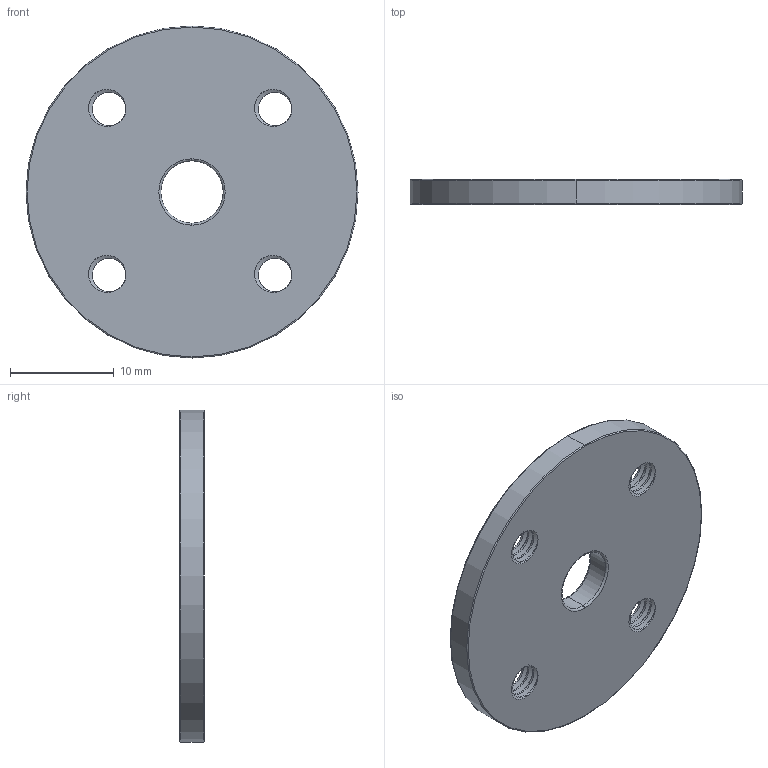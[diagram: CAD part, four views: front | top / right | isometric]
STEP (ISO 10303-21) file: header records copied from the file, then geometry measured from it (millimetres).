
FILE_DESCRIPTION (( 'STEP AP214' ), '1' );
FILE_NAME ('08-0014.step', '2020-04-06T07:09:41', ( '' ), ( '' ), 'SwSTEP 2.0', 'SolidWorks 2020', '' );
FILE_SCHEMA (( 'AUTOMOTIVE_DESIGN' ));
Length unit declared in the file: millimetre
Products named in the file (1): 08-0014
Bounding box: 32 x 2.4 x 32 mm (x, y, z)
Volume: 1764.8 mm3; surface area: 1921.8 mm2
Topology: 1 solids, 1 shells, 58 faces, 160 edges, 104 vertices
Faces by surface type: cylinder 36, bspline 12, torus 8, plane 2
Entity records: 8694 total; most frequent: CARTESIAN_POINT 7379, ORIENTED_EDGE 320, DIRECTION 190, EDGE_CURVE 160, VERTEX_POINT 104, B_SPLINE_CURVE_WITH_KNOTS 88, AXIS2_PLACEMENT_3D 79, EDGE_LOOP 68
